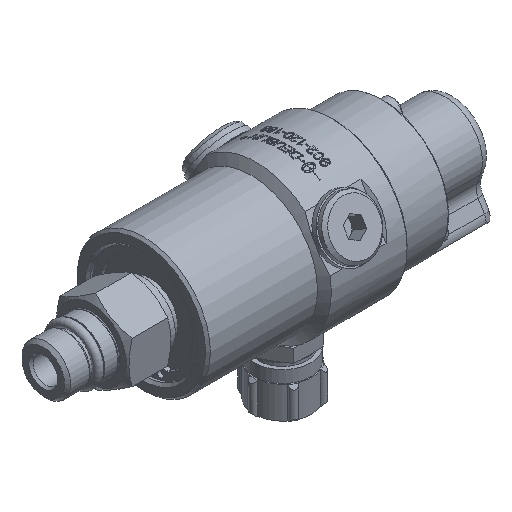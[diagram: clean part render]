
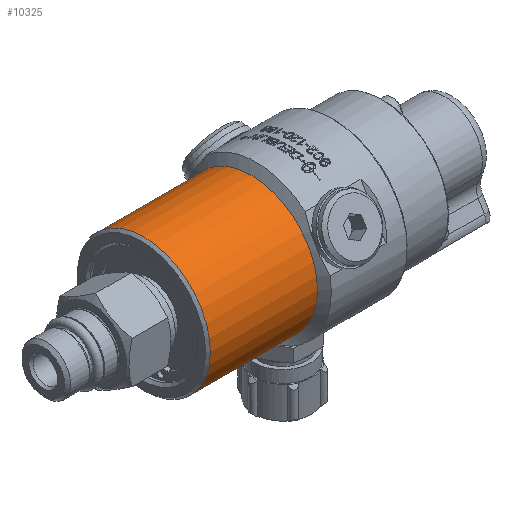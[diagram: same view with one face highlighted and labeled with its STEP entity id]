
A CAD part, isometric view. The second image highlights one B-rep face of the part: STEP entity #10325.
In plain terms, the highlighted cylindrical face has radius 21.874 mm (diameter 43.748 mm), a full revolution.
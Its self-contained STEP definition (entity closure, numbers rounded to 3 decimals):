
#1271=LINE('',#22905,#1838);
#1838=VECTOR('',#13883,21.874);
#2236=CIRCLE('',#11345,21.874);
#2238=CIRCLE('',#11347,21.874);
#2239=CIRCLE('',#11349,21.874);
#2240=CIRCLE('',#11350,21.874);
#3087=FACE_OUTER_BOUND('',#3728,.T.);
#3728=EDGE_LOOP('',(#9483,#9484,#9485,#9486,#9487,#9488));
#5045=VERTEX_POINT('',#22893);
#5046=VERTEX_POINT('',#22894);
#5048=VERTEX_POINT('',#22901);
#5049=VERTEX_POINT('',#22902);
#6538=EDGE_CURVE('',#5045,#5046,#2236,.T.);
#6541=EDGE_CURVE('',#5046,#5045,#2238,.T.);
#6542=EDGE_CURVE('',#5048,#5049,#2239,.T.);
#6543=EDGE_CURVE('',#5049,#5048,#2240,.T.);
#6544=EDGE_CURVE('',#5049,#5045,#1271,.T.);
#9483=ORIENTED_EDGE('',*,*,#6542,.F.);
#9484=ORIENTED_EDGE('',*,*,#6543,.F.);
#9485=ORIENTED_EDGE('',*,*,#6544,.T.);
#9486=ORIENTED_EDGE('',*,*,#6541,.F.);
#9487=ORIENTED_EDGE('',*,*,#6538,.F.);
#9488=ORIENTED_EDGE('',*,*,#6544,.F.);
#9777=CYLINDRICAL_SURFACE('',#11348,21.874);
#10325=ADVANCED_FACE('',(#3087),#9777,.T.);
#11345=AXIS2_PLACEMENT_3D('',#22895,#13870,#13871);
#11347=AXIS2_PLACEMENT_3D('',#22899,#13875,#13876);
#11348=AXIS2_PLACEMENT_3D('',#22900,#13877,#13878);
#11349=AXIS2_PLACEMENT_3D('',#22903,#13879,#13880);
#11350=AXIS2_PLACEMENT_3D('',#22904,#13881,#13882);
#13870=DIRECTION('center_axis',(-1.,0.,0.));
#13871=DIRECTION('ref_axis',(0.,0.,-1.));
#13875=DIRECTION('center_axis',(-1.,0.,0.));
#13876=DIRECTION('ref_axis',(0.,0.,-1.));
#13877=DIRECTION('center_axis',(1.,0.,0.));
#13878=DIRECTION('ref_axis',(0.,0.,1.));
#13879=DIRECTION('center_axis',(1.,0.,0.));
#13880=DIRECTION('ref_axis',(0.,0.,1.));
#13881=DIRECTION('center_axis',(1.,0.,0.));
#13882=DIRECTION('ref_axis',(0.,0.,1.));
#13883=DIRECTION('',(-1.,0.,0.));
#22893=CARTESIAN_POINT('',(33.03,0.,-21.874));
#22894=CARTESIAN_POINT('',(33.03,0.,21.874));
#22895=CARTESIAN_POINT('Origin',(33.03,0.,0.));
#22899=CARTESIAN_POINT('Origin',(33.03,0.,0.));
#22900=CARTESIAN_POINT('Origin',(50.23,0.,0.));
#22901=CARTESIAN_POINT('',(68.23,0.,21.874));
#22902=CARTESIAN_POINT('',(68.23,0.,-21.874));
#22903=CARTESIAN_POINT('Origin',(68.23,0.,0.));
#22904=CARTESIAN_POINT('Origin',(68.23,0.,0.));
#22905=CARTESIAN_POINT('',(50.23,0.,-21.874));
